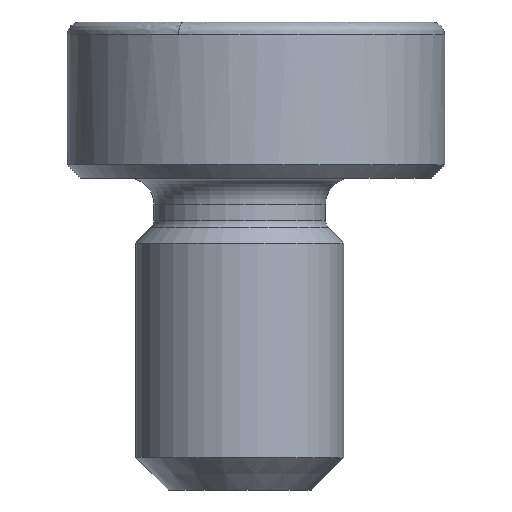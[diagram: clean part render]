
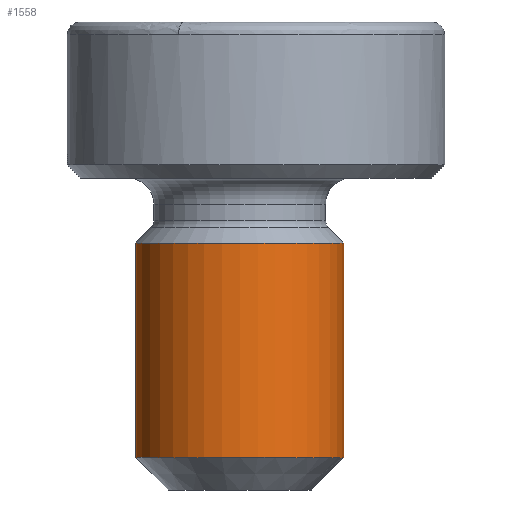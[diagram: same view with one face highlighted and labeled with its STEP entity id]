
A CAD part, front view. The second image highlights one B-rep face of the part: STEP entity #1558.
In plain terms, the highlighted cylindrical face has radius 4 mm (diameter 8 mm), a partial arc.
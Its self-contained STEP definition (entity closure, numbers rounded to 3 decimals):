
#95 = CIRCLE ( 'NONE', #1322, 4. ) ;
#107 = VERTEX_POINT ( 'NONE', #1813 ) ;
#122 = ORIENTED_EDGE ( 'NONE', *, *, #1943, .F. ) ;
#239 = LINE ( 'NONE', #1762, #441 ) ;
#245 = CARTESIAN_POINT ( 'NONE',  ( -4., 0., -12. ) ) ;
#377 = EDGE_LOOP ( 'NONE', ( #618, #1369, #1305, #122 ) ) ;
#441 = VECTOR ( 'NONE', #2066, 1000. ) ;
#504 = EDGE_CURVE ( 'NONE', #107, #1654, #1789, .T. ) ;
#572 = DIRECTION ( 'NONE',  ( 1., 0., 0. ) ) ;
#618 = ORIENTED_EDGE ( 'NONE', *, *, #504, .F. ) ;
#827 = FACE_OUTER_BOUND ( 'NONE', #377, .T. ) ;
#845 = CARTESIAN_POINT ( 'NONE',  ( 4., 0., -10.75 ) ) ;
#858 = CARTESIAN_POINT ( 'NONE',  ( 4., 0., -2.5 ) ) ;
#1104 = VERTEX_POINT ( 'NONE', #858 ) ;
#1121 = VERTEX_POINT ( 'NONE', #845 ) ;
#1150 = AXIS2_PLACEMENT_3D ( 'NONE', #1514, #2150, #2026 ) ;
#1172 = EDGE_CURVE ( 'NONE', #1121, #1104, #239, .T. ) ;
#1233 = DIRECTION ( 'NONE',  ( 0., 0., 1. ) ) ;
#1305 = ORIENTED_EDGE ( 'NONE', *, *, #1172, .T. ) ;
#1322 = AXIS2_PLACEMENT_3D ( 'NONE', #2117, #1233, #572 ) ;
#1369 = ORIENTED_EDGE ( 'NONE', *, *, #1722, .T. ) ;
#1405 = DIRECTION ( 'NONE',  ( 0., 0., 1. ) ) ;
#1504 = CIRCLE ( 'NONE', #1798, 4. ) ;
#1514 = CARTESIAN_POINT ( 'NONE',  ( 0., 0., -12. ) ) ;
#1558 = ADVANCED_FACE ( 'NONE', ( #827 ), #2182, .T. ) ;
#1654 = VERTEX_POINT ( 'NONE', #1741 ) ;
#1722 = EDGE_CURVE ( 'NONE', #107, #1121, #95, .T. ) ;
#1741 = CARTESIAN_POINT ( 'NONE',  ( -4., 0., -2.5 ) ) ;
#1762 = CARTESIAN_POINT ( 'NONE',  ( 4., 0., -12. ) ) ;
#1789 = LINE ( 'NONE', #245, #2069 ) ;
#1798 = AXIS2_PLACEMENT_3D ( 'NONE', #2157, #1982, #1845 ) ;
#1813 = CARTESIAN_POINT ( 'NONE',  ( -4., 0., -10.75 ) ) ;
#1845 = DIRECTION ( 'NONE',  ( 1., 0., 0. ) ) ;
#1943 = EDGE_CURVE ( 'NONE', #1654, #1104, #1504, .T. ) ;
#1982 = DIRECTION ( 'NONE',  ( 0., 0., 1. ) ) ;
#2026 = DIRECTION ( 'NONE',  ( 1., 0., 0. ) ) ;
#2066 = DIRECTION ( 'NONE',  ( 0., 0., 1. ) ) ;
#2069 = VECTOR ( 'NONE', #1405, 1000. ) ;
#2117 = CARTESIAN_POINT ( 'NONE',  ( 0., 0., -10.75 ) ) ;
#2150 = DIRECTION ( 'NONE',  ( 0., 0., 1. ) ) ;
#2157 = CARTESIAN_POINT ( 'NONE',  ( 0., 0., -2.5 ) ) ;
#2182 = CYLINDRICAL_SURFACE ( 'NONE', #1150, 4. ) ;
